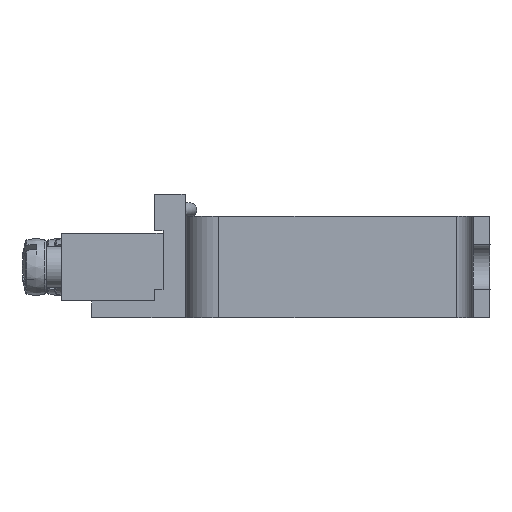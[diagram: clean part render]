
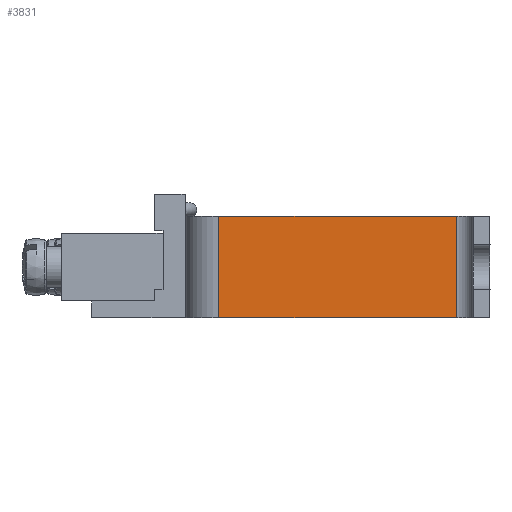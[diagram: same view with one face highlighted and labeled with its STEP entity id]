
A CAD part, left-side view. The second image highlights one B-rep face of the part: STEP entity #3831.
In plain terms, the highlighted planar face has unit normal (-1, 0, 0).
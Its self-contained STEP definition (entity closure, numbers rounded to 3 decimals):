
#348=LINE('',#7222,#560);
#356=LINE('',#7238,#568);
#364=LINE('',#7261,#576);
#365=LINE('',#7265,#577);
#560=VECTOR('',#5343,12.);
#568=VECTOR('',#5357,28.);
#576=VECTOR('',#5389,12.);
#577=VECTOR('',#5396,28.);
#685=PLANE('',#4289);
#1326=FACE_OUTER_BOUND('',#1726,.T.);
#1726=EDGE_LOOP('',(#3442,#3443,#3444,#3445));
#2092=VERTEX_POINT('',#7211);
#2093=VERTEX_POINT('',#7215);
#2098=VERTEX_POINT('',#7236);
#2101=VERTEX_POINT('',#7260);
#2526=EDGE_CURVE('',#2092,#2093,#348,.T.);
#2534=EDGE_CURVE('',#2098,#2093,#356,.T.);
#2546=EDGE_CURVE('',#2098,#2101,#364,.T.);
#2549=EDGE_CURVE('',#2092,#2101,#365,.T.);
#3442=ORIENTED_EDGE('',*,*,#2526,.T.);
#3443=ORIENTED_EDGE('',*,*,#2534,.F.);
#3444=ORIENTED_EDGE('',*,*,#2546,.T.);
#3445=ORIENTED_EDGE('',*,*,#2549,.F.);
#3831=ADVANCED_FACE('',(#1326),#685,.T.);
#4289=AXIS2_PLACEMENT_3D('',#7272,#5407,#5408);
#5343=DIRECTION('',(0.,-1.,0.));
#5357=DIRECTION('',(0.,0.,-1.));
#5389=DIRECTION('',(0.,1.,0.));
#5396=DIRECTION('',(0.,0.,1.));
#5407=DIRECTION('center_axis',(-1.,0.,0.));
#5408=DIRECTION('ref_axis',(0.,0.,1.));
#7211=CARTESIAN_POINT('',(-113.,6.,-30.));
#7215=CARTESIAN_POINT('',(-113.,-6.,-30.));
#7222=CARTESIAN_POINT('',(-113.,-3.,-30.));
#7236=CARTESIAN_POINT('',(-113.,-6.,-2.));
#7238=CARTESIAN_POINT('',(-113.,-6.,-2.));
#7260=CARTESIAN_POINT('',(-113.,6.,-2.));
#7261=CARTESIAN_POINT('',(-113.,0.,-2.));
#7265=CARTESIAN_POINT('',(-113.,6.,7.048));
#7272=CARTESIAN_POINT('Origin',(-113.,0.,-15.738));
